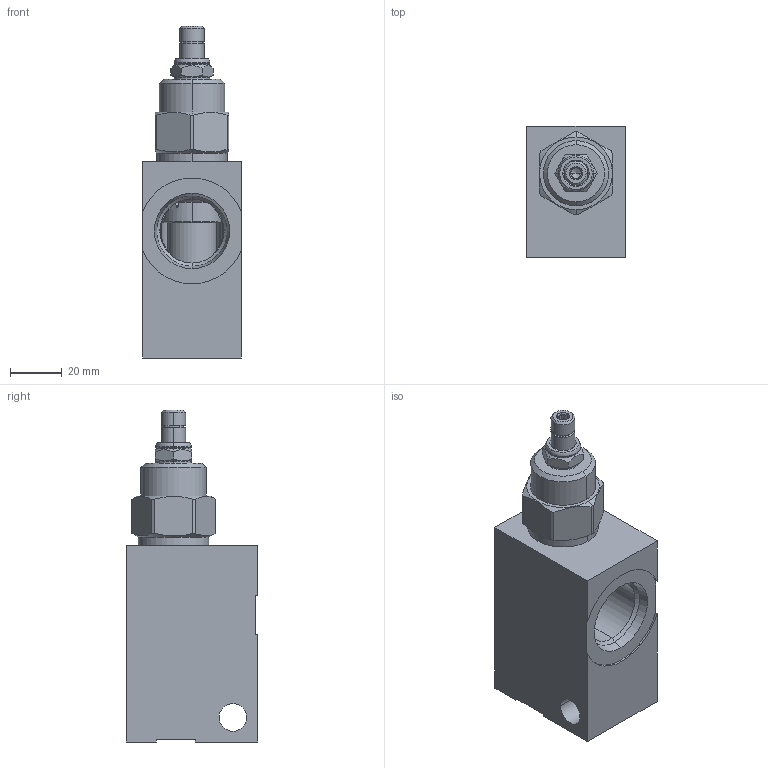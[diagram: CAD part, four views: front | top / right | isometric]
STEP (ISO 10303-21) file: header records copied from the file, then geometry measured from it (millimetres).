
FILE_DESCRIPTION((''),'2;1');
FILE_NAME('RPGCLAN-CAL_ASM','2024-01-16T',('ProEService'),(''),'PRO/ENGINEER BY PARAMETRIC TECHNOLOGY CORPORATION, 2014200','PRO/ENGINEER BY PARAMETRIC TECHNOLOGY CORPORATION, 2014200','');
FILE_SCHEMA(('CONFIG_CONTROL_DESIGN'));
Length unit declared in the file: inch
Products named in the file (3): 150-140-009; RPGCLAN; RPGCLAN-CAL_ASM
Assembly tree (2 placements, depth 2):
  RPGCLAN-CAL_ASM
    150-140-009
    RPGCLAN
Bounding box: 38.1 x 50.8 x 128.6 mm (x, y, z)
Volume: 136586.9 mm3; surface area: 34499.5 mm2
Topology: 4 solids, 5 shells, 242 faces, 706 edges, 550 vertices
Faces by surface type: cylinder 82, plane 67, cone 58, torus 27, revolution 8
Entity records: 9407 total; most frequent: CARTESIAN_POINT 2962, DIRECTION 1393, ORIENTED_EDGE 1118, EDGE_CURVE 559, AXIS2_PLACEMENT_3D 518, VECTOR 349, LINE 349, VERTEX_POINT 341
